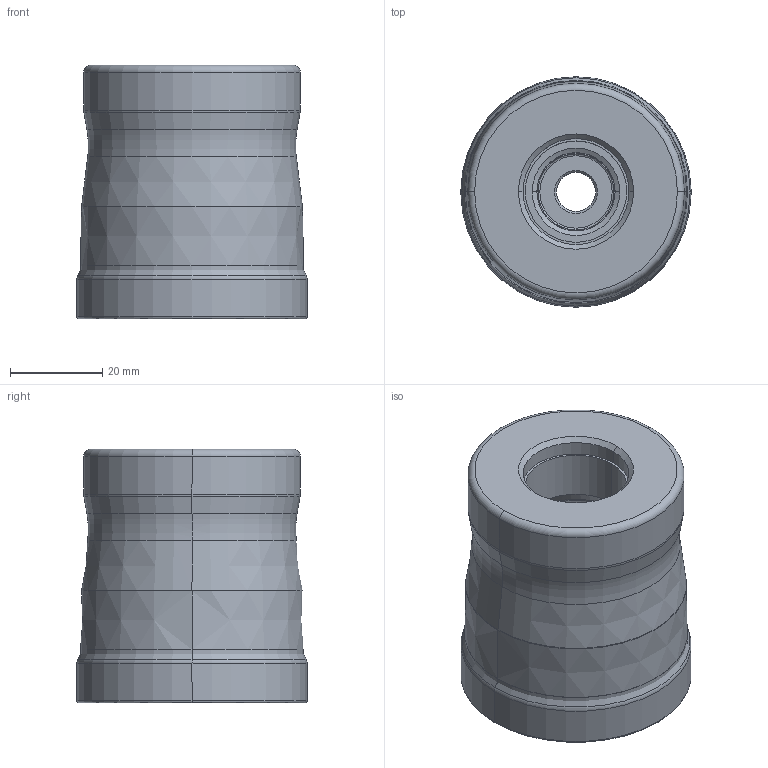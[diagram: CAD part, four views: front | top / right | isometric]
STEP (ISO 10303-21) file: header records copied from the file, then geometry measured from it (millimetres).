
FILE_DESCRIPTION(/* description */ (''),/* implementation_level */ '2;1');
FILE_NAME(/* name */ 'WWX400-050A04AR_MR0_4.stp',/* time_stamp */ '2021-02-02T08:25:07+09:00',/* author */ (''),/* organization */ (''),/* preprocessor_version */ 'ST-DEVELOPER v16',/* originating_system */ 'SIEMENS PLM Software NX 10.0',/* authorisation */ '');
FILE_SCHEMA (('AUTOMOTIVE_DESIGN { 1 0 10303 214 3 1 1 1 }'));
Length unit declared in the file: millimetre
Products named in the file (1): WWX400-050A04AR_MR0_4_ASM
Bounding box: 50 x 50 x 55 mm (x, y, z)
Volume: 95823.3 mm3; surface area: 19779.4 mm2
Topology: 2 solids, 2 shells, 147 faces, 386 edges, 287 vertices
Faces by surface type: torus 46, revolution 26, bspline 26, cone 22, cylinder 20, plane 7
Entity records: 5960 total; most frequent: CARTESIAN_POINT 2115, DIRECTION 864, ORIENTED_EDGE 696, AXIS2_PLACEMENT_3D 397, EDGE_CURVE 348, CIRCLE 291, VERTEX_POINT 208, EDGE_LOOP 154
